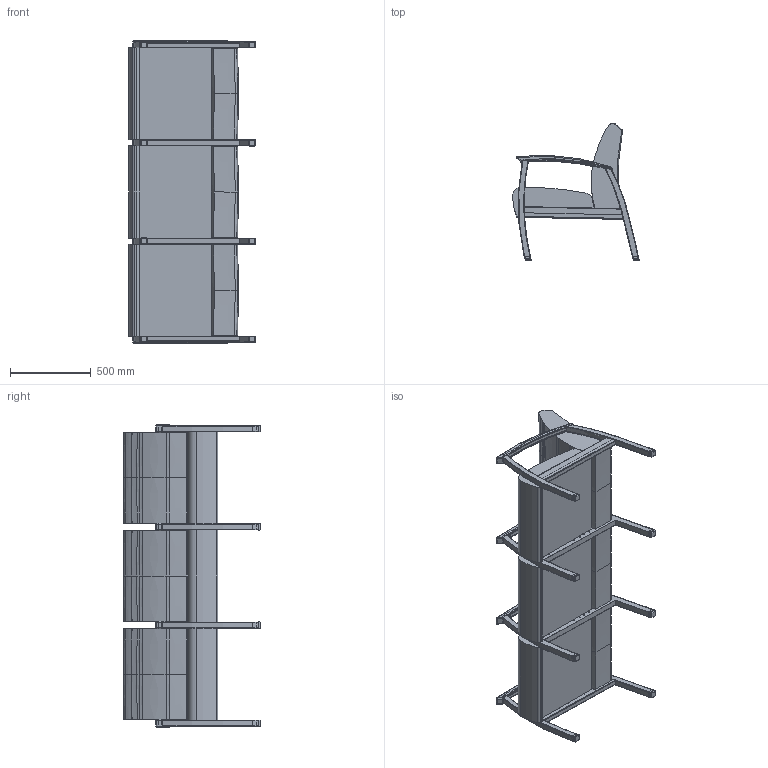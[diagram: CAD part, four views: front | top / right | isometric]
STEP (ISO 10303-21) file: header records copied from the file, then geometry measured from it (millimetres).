
FILE_DESCRIPTION(/* description */ (''),/* implementation_level */ '2;1');
FILE_NAME(/* name */ 'KOL30IU.stp',/* time_stamp */ '2015-04-13T16:03:08-04:00',/* author */ ('jbosley'),/* organization */ (''),/* preprocessor_version */ 'ST-DEVELOPER v15.6',/* originating_system */ 'Autodesk Inventor 2015',/* authorisation */ '');
FILE_SCHEMA (('AUTOMOTIVE_DESIGN { 1 0 10303 214 3 1 1 }'));
Length unit declared in the file: inch
Products named in the file (8): KOL10 SEAT; ECM10 ARM L-D; ECM10 FP-B; EV U AC; ECM10 ARM INT-D; ECM10 ARM R-D; KOL10 NEW BACK; KOL30I
Bounding box: 782.03 x 846.24 x 1866.9 mm (x, y, z)
Volume: 262867060.3 mm3; surface area: 8169578.6 mm2
Topology: 22 solids, 22 shells, 1033 faces, 2612 edges, 1621 vertices
Faces by surface type: plane 342, cylinder 323, bspline 266, torus 54, sphere 48
Full cylindrical faces by diameter (mm): 4.064 x12, 5.08 x6, 6.35 x48, 8.118 x6
Entity records: 15222 total; most frequent: CARTESIAN_POINT 5264, ORIENTED_EDGE 2060, DIRECTION 1930, EDGE_CURVE 1030, AXIS2_PLACEMENT_3D 744, VERTEX_POINT 679, EDGE_LOOP 521, LINE 442
